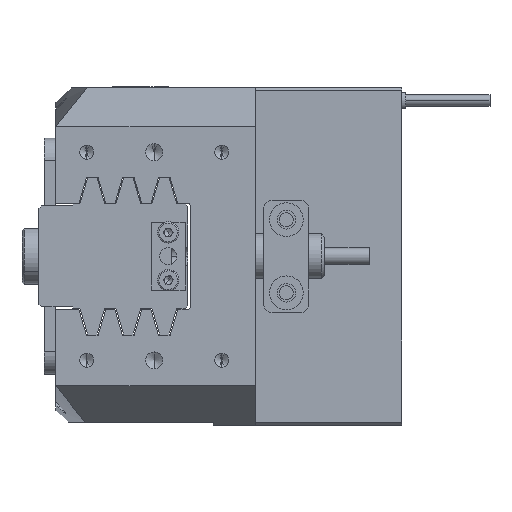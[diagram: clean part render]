
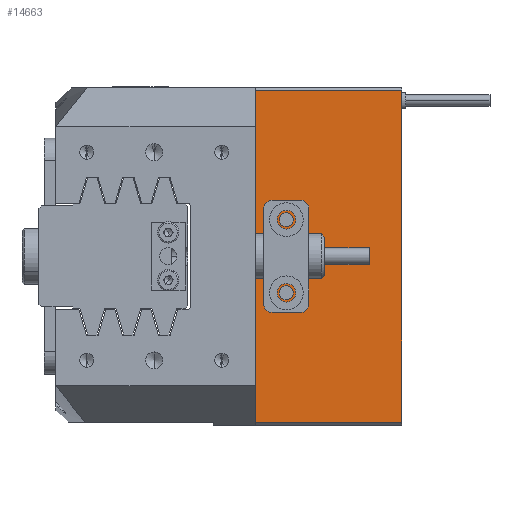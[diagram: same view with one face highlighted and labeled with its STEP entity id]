
A CAD part, left-side view. The second image highlights one B-rep face of the part: STEP entity #14663.
In plain terms, the highlighted planar face has unit normal (-1, 0, 0).
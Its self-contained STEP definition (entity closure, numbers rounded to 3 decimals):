
#493 = DIRECTION ( 'NONE',  ( -1., 0., 0. ) ) ;
#1031 = VECTOR ( 'NONE', #9074, 1000. ) ;
#1117 = FACE_BOUND ( 'NONE', #14963, .T. ) ;
#1201 = LINE ( 'NONE', #37044, #2595 ) ;
#1451 = AXIS2_PLACEMENT_3D ( 'NONE', #31563, #37116, #22578 ) ;
#1509 = LINE ( 'NONE', #23962, #1031 ) ;
#2188 = VECTOR ( 'NONE', #5869, 1000. ) ;
#2595 = VECTOR ( 'NONE', #19252, 1000. ) ;
#3216 = CARTESIAN_POINT ( 'NONE',  ( -51., -17., -6.5 ) ) ;
#3358 = CARTESIAN_POINT ( 'NONE',  ( -51., -17., -5.25 ) ) ;
#4070 = VERTEX_POINT ( 'NONE', #18441 ) ;
#4165 = AXIS2_PLACEMENT_3D ( 'NONE', #14686, #5485, #35175 ) ;
#4198 = CARTESIAN_POINT ( 'NONE',  ( -51., -37.5, 30. ) ) ;
#4362 = EDGE_CURVE ( 'NONE', #35013, #19532, #19415, .T. ) ;
#4672 = ORIENTED_EDGE ( 'NONE', *, *, #7065, .T. ) ;
#5322 = EDGE_LOOP ( 'NONE', ( #5565, #4672, #9577, #23688 ) ) ;
#5485 = DIRECTION ( 'NONE',  ( -1., 0., 0. ) ) ;
#5565 = ORIENTED_EDGE ( 'NONE', *, *, #23065, .T. ) ;
#5869 = DIRECTION ( 'NONE',  ( 0., 1., 0. ) ) ;
#6297 = LINE ( 'NONE', #33307, #16026 ) ;
#6429 = VERTEX_POINT ( 'NONE', #25922 ) ;
#7065 = EDGE_CURVE ( 'NONE', #36432, #6429, #6297, .T. ) ;
#8014 = AXIS2_PLACEMENT_3D ( 'NONE', #25909, #34908, #8190 ) ;
#8190 = DIRECTION ( 'NONE',  ( 0., 0., 1. ) ) ;
#9074 = DIRECTION ( 'NONE',  ( 0., 0., -1. ) ) ;
#9138 = VERTEX_POINT ( 'NONE', #38292 ) ;
#9288 = DIRECTION ( 'NONE',  ( 0., 0., 1. ) ) ;
#9577 = ORIENTED_EDGE ( 'NONE', *, *, #17610, .F. ) ;
#9997 = CIRCLE ( 'NONE', #8014, 1.25 ) ;
#10123 = DIRECTION ( 'NONE',  ( 1., 0., 0. ) ) ;
#11002 = LINE ( 'NONE', #26534, #2188 ) ;
#13267 = EDGE_CURVE ( 'NONE', #28787, #4070, #9997, .T. ) ;
#14514 = CIRCLE ( 'NONE', #24333, 1.25 ) ;
#14663 = ADVANCED_FACE ( 'NONE', ( #16861, #1117, #28401 ), #21536, .F. ) ;
#14686 = CARTESIAN_POINT ( 'NONE',  ( -51., -17., 6.5 ) ) ;
#14963 = EDGE_LOOP ( 'NONE', ( #29585, #31353 ) ) ;
#16026 = VECTOR ( 'NONE', #18622, 1000. ) ;
#16102 = CARTESIAN_POINT ( 'NONE',  ( -51., -17., 5.25 ) ) ;
#16861 = FACE_BOUND ( 'NONE', #19808, .T. ) ;
#16999 = VERTEX_POINT ( 'NONE', #26327 ) ;
#17610 = EDGE_CURVE ( 'NONE', #9138, #6429, #1509, .T. ) ;
#18441 = CARTESIAN_POINT ( 'NONE',  ( -51., -17., 7.75 ) ) ;
#18622 = DIRECTION ( 'NONE',  ( 0., -1., 0. ) ) ;
#19252 = DIRECTION ( 'NONE',  ( 0., 0., -1. ) ) ;
#19415 = CIRCLE ( 'NONE', #1451, 1.25 ) ;
#19532 = VERTEX_POINT ( 'NONE', #3358 ) ;
#19705 = CARTESIAN_POINT ( 'NONE',  ( -51., -17., -7.75 ) ) ;
#19808 = EDGE_LOOP ( 'NONE', ( #32553, #22681 ) ) ;
#20398 = EDGE_CURVE ( 'NONE', #4070, #28787, #23578, .T. ) ;
#21536 = PLANE ( 'NONE',  #21677 ) ;
#21677 = AXIS2_PLACEMENT_3D ( 'NONE', #4198, #10123, #33229 ) ;
#22225 = EDGE_CURVE ( 'NONE', #9138, #16999, #11002, .T. ) ;
#22578 = DIRECTION ( 'NONE',  ( 0., 0., 1. ) ) ;
#22681 = ORIENTED_EDGE ( 'NONE', *, *, #13267, .F. ) ;
#23065 = EDGE_CURVE ( 'NONE', #16999, #36432, #1201, .T. ) ;
#23578 = CIRCLE ( 'NONE', #4165, 1.25 ) ;
#23688 = ORIENTED_EDGE ( 'NONE', *, *, #22225, .T. ) ;
#23962 = CARTESIAN_POINT ( 'NONE',  ( -51., -37.5, 30. ) ) ;
#24333 = AXIS2_PLACEMENT_3D ( 'NONE', #3216, #493, #9288 ) ;
#25909 = CARTESIAN_POINT ( 'NONE',  ( -51., -17., 6.5 ) ) ;
#25922 = CARTESIAN_POINT ( 'NONE',  ( -51., -37.5, -29.5 ) ) ;
#26327 = CARTESIAN_POINT ( 'NONE',  ( -51., -11.5, 29.5 ) ) ;
#26534 = CARTESIAN_POINT ( 'NONE',  ( -51., -37.5, 29.5 ) ) ;
#28401 = FACE_OUTER_BOUND ( 'NONE', #5322, .T. ) ;
#28787 = VERTEX_POINT ( 'NONE', #16102 ) ;
#29585 = ORIENTED_EDGE ( 'NONE', *, *, #35512, .F. ) ;
#31353 = ORIENTED_EDGE ( 'NONE', *, *, #4362, .F. ) ;
#31563 = CARTESIAN_POINT ( 'NONE',  ( -51., -17., -6.5 ) ) ;
#32553 = ORIENTED_EDGE ( 'NONE', *, *, #20398, .F. ) ;
#33229 = DIRECTION ( 'NONE',  ( 0., 1., 0. ) ) ;
#33307 = CARTESIAN_POINT ( 'NONE',  ( -51., -37.5, -29.5 ) ) ;
#34908 = DIRECTION ( 'NONE',  ( -1., 0., 0. ) ) ;
#35013 = VERTEX_POINT ( 'NONE', #19705 ) ;
#35175 = DIRECTION ( 'NONE',  ( 0., 0., 1. ) ) ;
#35512 = EDGE_CURVE ( 'NONE', #19532, #35013, #14514, .T. ) ;
#36432 = VERTEX_POINT ( 'NONE', #37478 ) ;
#37044 = CARTESIAN_POINT ( 'NONE',  ( -51., -11.5, 30. ) ) ;
#37116 = DIRECTION ( 'NONE',  ( -1., 0., 0. ) ) ;
#37478 = CARTESIAN_POINT ( 'NONE',  ( -51., -11.5, -29.5 ) ) ;
#38292 = CARTESIAN_POINT ( 'NONE',  ( -51., -37.5, 29.5 ) ) ;
